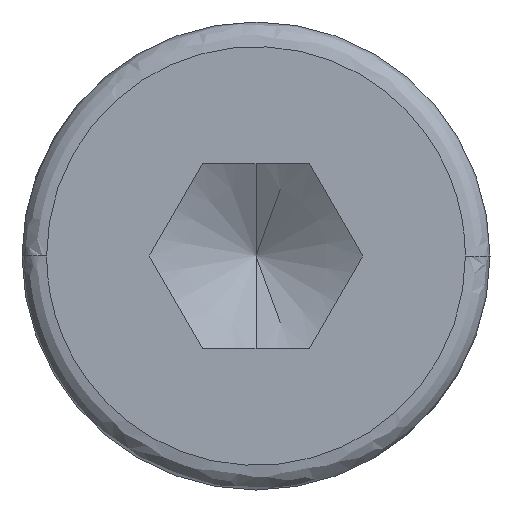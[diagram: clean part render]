
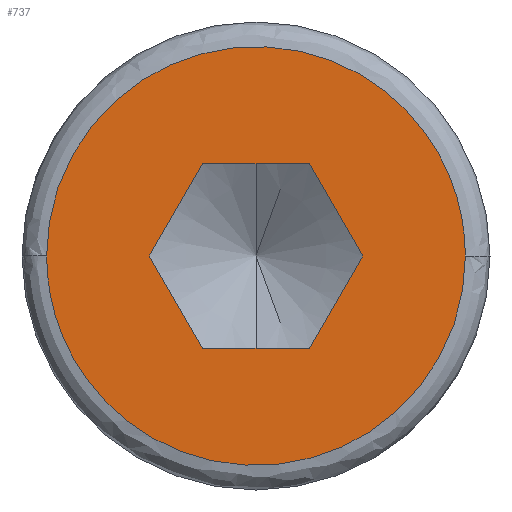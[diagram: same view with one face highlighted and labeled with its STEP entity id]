
A CAD part, left-side view. The second image highlights one B-rep face of the part: STEP entity #737.
In plain terms, the highlighted planar face has unit normal (-1, 0, 0).
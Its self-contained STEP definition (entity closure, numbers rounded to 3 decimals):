
#2 = DIRECTION ( 'NONE',  ( 0., -1., 0. ) ) ;
#16 = DIRECTION ( 'NONE',  ( 0., -0.5, 0.866 ) ) ;
#17 = ORIENTED_EDGE ( 'NONE', *, *, #398, .F. ) ;
#21 = CARTESIAN_POINT ( 'NONE',  ( -2., 0.866, 0.75 ) ) ;
#31 = ORIENTED_EDGE ( 'NONE', *, *, #358, .F. ) ;
#72 = CARTESIAN_POINT ( 'NONE',  ( -2., -0.433, 0.75 ) ) ;
#110 = ORIENTED_EDGE ( 'NONE', *, *, #191, .F. ) ;
#119 = EDGE_LOOP ( 'NONE', ( #195, #307 ) ) ;
#121 = EDGE_LOOP ( 'NONE', ( #17, #31, #274, #110, #250, #299 ) ) ;
#122 = VECTOR ( 'NONE', #292, 1000. ) ;
#124 = LINE ( 'NONE', #594, #267 ) ;
#136 = EDGE_CURVE ( 'NONE', #651, #316, #124, .T. ) ;
#147 = CARTESIAN_POINT ( 'NONE',  ( -2., -0.433, -0.75 ) ) ;
#149 = CARTESIAN_POINT ( 'NONE',  ( -2., -1.7, 3.4 ) ) ;
#153 = FACE_OUTER_BOUND ( 'NONE', #119, .T. ) ;
#172 = AXIS2_PLACEMENT_3D ( 'NONE', #323, #711, #388 ) ;
#188 = CARTESIAN_POINT ( 'NONE',  ( -2., 1.7, -3.4 ) ) ;
#191 = EDGE_CURVE ( 'NONE', #249, #255, #526, .T. ) ;
#195 = ORIENTED_EDGE ( 'NONE', *, *, #582, .F. ) ;
#197 = VERTEX_POINT ( 'NONE', #382 ) ;
#213 = PLANE ( 'NONE',  #172 ) ;
#215 = CARTESIAN_POINT ( 'NONE',  ( -2., 1.7, 0. ) ) ;
#239 = CARTESIAN_POINT ( 'NONE',  ( -2., 0.866, 0. ) ) ;
#249 = VERTEX_POINT ( 'NONE', #709 ) ;
#250 = ORIENTED_EDGE ( 'NONE', *, *, #422, .F. ) ;
#253 = VERTEX_POINT ( 'NONE', #215 ) ;
#255 = VERTEX_POINT ( 'NONE', #487 ) ;
#267 = VECTOR ( 'NONE', #403, 1000. ) ;
#274 = ORIENTED_EDGE ( 'NONE', *, *, #535, .F. ) ;
#292 = DIRECTION ( 'NONE',  ( 0., -0.5, -0.866 ) ) ;
#294 = CARTESIAN_POINT ( 'NONE',  ( -2., -1.7, 0. ) ) ;
#299 = ORIENTED_EDGE ( 'NONE', *, *, #136, .F. ) ;
#307 = ORIENTED_EDGE ( 'NONE', *, *, #359, .F. ) ;
#316 = VERTEX_POINT ( 'NONE', #72 ) ;
#322 = CARTESIAN_POINT ( 'NONE',  ( -2., 0.866, -0.75 ) ) ;
#323 = CARTESIAN_POINT ( 'NONE',  ( -2., 0.866, 0. ) ) ;
#355 = LINE ( 'NONE', #717, #646 ) ;
#358 = EDGE_CURVE ( 'NONE', #612, #700, #649, .T. ) ;
#359 = EDGE_CURVE ( 'NONE', #253, #197, #718, .T. ) ;
#382 = CARTESIAN_POINT ( 'NONE',  ( -2., -1.7, 0. ) ) ;
#388 = DIRECTION ( 'NONE',  ( 0., 1., 0. ) ) ;
#389 = VECTOR ( 'NONE', #436, 1000. ) ;
#398 = EDGE_CURVE ( 'NONE', #700, #651, #355, .T. ) ;
#401 = DIRECTION ( 'NONE',  ( 0., 1., 0. ) ) ;
#403 = DIRECTION ( 'NONE',  ( 0., 0.5, 0.866 ) ) ;
#422 = EDGE_CURVE ( 'NONE', #316, #249, #472, .T. ) ;
#436 = DIRECTION ( 'NONE',  ( 0., 0.5, -0.866 ) ) ;
#442 = CARTESIAN_POINT ( 'NONE',  ( -2., 1.7, 3.4 ) ) ;
#470 =( BOUNDED_CURVE ( )  B_SPLINE_CURVE ( 3, ( #294, #691, #188, #578 ),
 .UNSPECIFIED., .F., .T. ) 
 B_SPLINE_CURVE_WITH_KNOTS ( ( 4, 4 ),
 ( 0., 1. ),
 .UNSPECIFIED. ) 
 CURVE ( )  GEOMETRIC_REPRESENTATION_ITEM ( )  RATIONAL_B_SPLINE_CURVE ( ( 1., 0.333, 0.333, 1. ) ) 
 REPRESENTATION_ITEM ( '' )  );
#472 = LINE ( 'NONE', #21, #746 ) ;
#487 = CARTESIAN_POINT ( 'NONE',  ( -2., 0.866, 0. ) ) ;
#516 = CARTESIAN_POINT ( 'NONE',  ( -2., -0.867, 0. ) ) ;
#526 = LINE ( 'NONE', #748, #389 ) ;
#535 = EDGE_CURVE ( 'NONE', #255, #612, #586, .T. ) ;
#542 = CARTESIAN_POINT ( 'NONE',  ( -2., -1.7, 0. ) ) ;
#578 = CARTESIAN_POINT ( 'NONE',  ( -2., 1.7, 0. ) ) ;
#582 = EDGE_CURVE ( 'NONE', #197, #253, #470, .T. ) ;
#586 = LINE ( 'NONE', #239, #122 ) ;
#594 = CARTESIAN_POINT ( 'NONE',  ( -2., -0.867, 0. ) ) ;
#612 = VERTEX_POINT ( 'NONE', #689 ) ;
#614 = FACE_BOUND ( 'NONE', #121, .T. ) ;
#643 = VECTOR ( 'NONE', #2, 1000. ) ;
#646 = VECTOR ( 'NONE', #16, 1000. ) ;
#649 = LINE ( 'NONE', #322, #643 ) ;
#651 = VERTEX_POINT ( 'NONE', #516 ) ;
#689 = CARTESIAN_POINT ( 'NONE',  ( -2., 0.433, -0.75 ) ) ;
#691 = CARTESIAN_POINT ( 'NONE',  ( -2., -1.7, -3.4 ) ) ;
#700 = VERTEX_POINT ( 'NONE', #147 ) ;
#709 = CARTESIAN_POINT ( 'NONE',  ( -2., 0.433, 0.75 ) ) ;
#710 = CARTESIAN_POINT ( 'NONE',  ( -2., 1.7, 0. ) ) ;
#711 = DIRECTION ( 'NONE',  ( 1., 0., 0. ) ) ;
#717 = CARTESIAN_POINT ( 'NONE',  ( -2., -0.433, -0.75 ) ) ;
#718 =( BOUNDED_CURVE ( )  B_SPLINE_CURVE ( 3, ( #710, #442, #149, #542 ),
 .UNSPECIFIED., .F., .F. ) 
 B_SPLINE_CURVE_WITH_KNOTS ( ( 4, 4 ),
 ( 0., 1. ),
 .UNSPECIFIED. ) 
 CURVE ( )  GEOMETRIC_REPRESENTATION_ITEM ( )  RATIONAL_B_SPLINE_CURVE ( ( 1., 0.333, 0.333, 1. ) ) 
 REPRESENTATION_ITEM ( '' )  );
#737 = ADVANCED_FACE ( 'NONE', ( #153, #614 ), #213, .F. ) ;
#746 = VECTOR ( 'NONE', #401, 1000. ) ;
#748 = CARTESIAN_POINT ( 'NONE',  ( -2., 0.433, 0.75 ) ) ;
